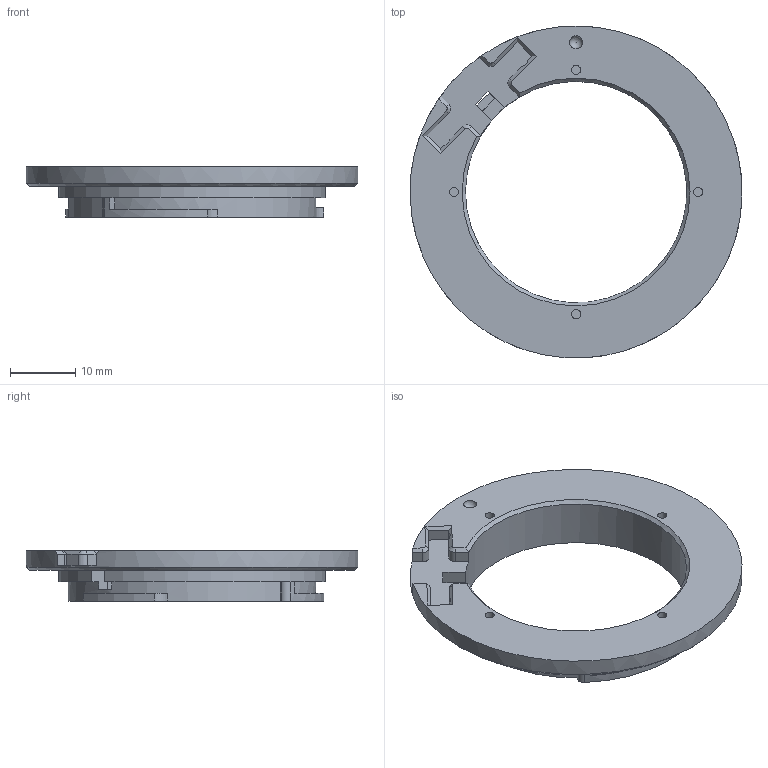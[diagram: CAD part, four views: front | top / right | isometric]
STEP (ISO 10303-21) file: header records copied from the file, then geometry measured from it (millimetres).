
FILE_DESCRIPTION(/* description */ (''),/* implementation_level */ '2;1');
FILE_NAME(/* name */ 'shiftBaseMount_PENF',/* time_stamp */ '2023-09-29T15:50:44-04:00',/* author */ ('George'),/* organization */ ('Archive 663'),/* preprocessor_version */ 'ST-DEVELOPER v16.7',/* originating_system */ 'Solid Edge',/* authorisation */ 'Unknown');
FILE_SCHEMA (('AUTOMOTIVE_DESIGN {1 0 10303 214 3 1 1}'));
Length unit declared in the file: millimetre
Products named in the file (2): shiftAdapter_PENF; shiftBaseMount_PENF
Assembly tree (1 placements, depth 2):
  shiftAdapter_PENF
    shiftBaseMount_PENF
Bounding box: 50.98 x 50.99 x 7.75 mm (x, y, z)
Volume: 4552.3 mm3; surface area: 4303.6 mm2
Topology: 1 solids, 1 shells, 72 faces, 192 edges, 124 vertices
Faces by surface type: plane 39, cylinder 26, cone 6, sphere 1
Full cylindrical faces by diameter (mm): 1.4 x4, 34 x1, 51 x1
Entity records: 2200 total; most frequent: DIRECTION 395, CARTESIAN_POINT 372, ORIENTED_EDGE 352, EDGE_CURVE 176, AXIS2_PLACEMENT_3D 147, VERTEX_POINT 116, LINE 101, VECTOR 101
